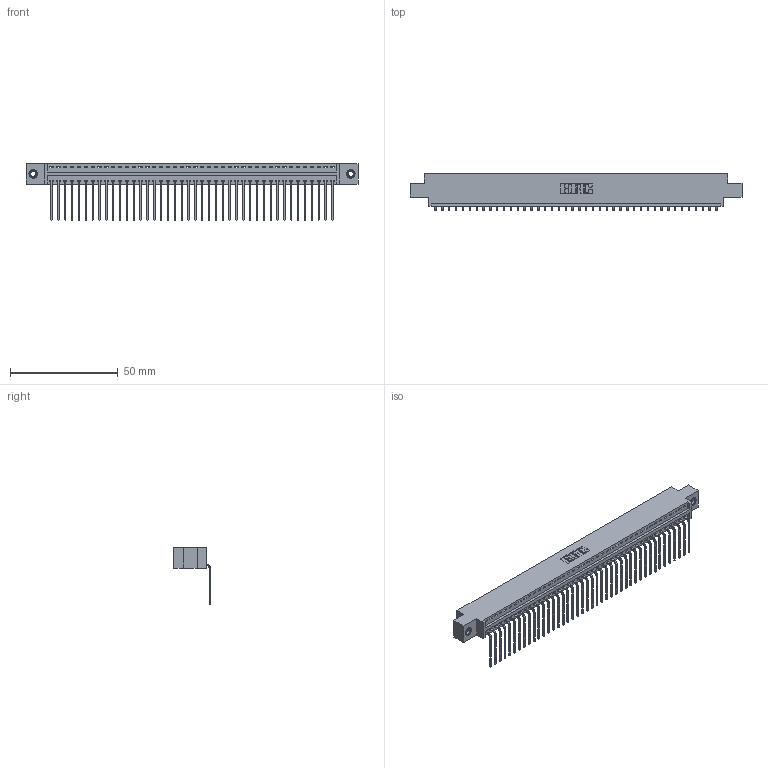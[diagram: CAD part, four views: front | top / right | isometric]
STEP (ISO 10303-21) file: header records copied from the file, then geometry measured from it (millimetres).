
FILE_DESCRIPTION (( 'STEP AP203' ), '1' );
FILE_NAME ('346-042-559-607.STEP', '2018-08-24T23:25:13', ( '' ), ( '' ), 'SwSTEP 2.0', 'SolidWorks 2016', '' );
FILE_SCHEMA (( 'CONFIG_CONTROL_DESIGN' ));
Length unit declared in the file: inch
Products named in the file (4): 346 Part_0.170 Offset - 0.156 Dia-TI; 345-292-001_558 559 Tail - 1; 345-250-001_345-250-005-103; 346-042-559-607
Assembly tree (45 placements, depth 2):
  346-042-559-607
    346 Part_0.170 Offset - 0.156 Dia-TI
    345-292-001_558 559 Tail - 1  x42
    345-250-001_345-250-005-103  x2
Bounding box: 153.92 x 17.08 x 26.16 mm (x, y, z)
Volume: 14705.7 mm3; surface area: 19410.1 mm2
Topology: 45 solids, 45 shells, 2706 faces, 8121 edges, 5350 vertices
Faces by surface type: plane 1876, cylinder 814, cone 12, torus 4
Entity records: 27468 total; most frequent: CARTESIAN_POINT 4693, ORIENTED_EDGE 4662, DIRECTION 4165, EDGE_CURVE 2331, LINE 2011, VECTOR 2011, VERTEX_POINT 1548, AXIS2_PLACEMENT_3D 1077
